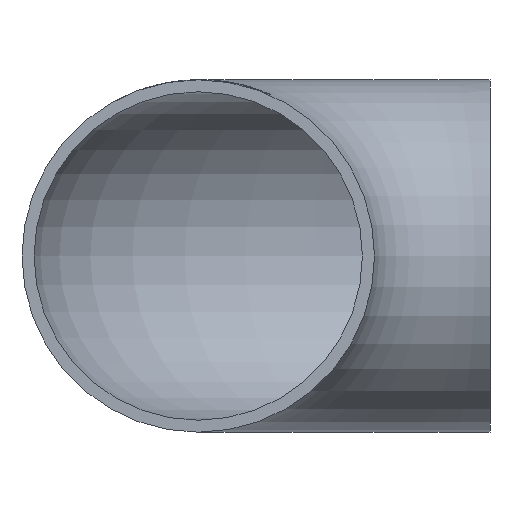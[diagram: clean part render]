
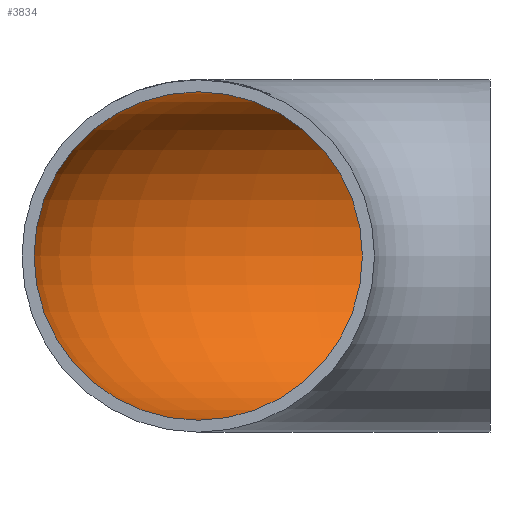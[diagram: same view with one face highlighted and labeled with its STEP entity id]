
A CAD part, front view. The second image highlights one B-rep face of the part: STEP entity #3834.
In plain terms, the highlighted toroidal (fillet/blend) face has major radius 63 mm and minor radius 35.45 mm.
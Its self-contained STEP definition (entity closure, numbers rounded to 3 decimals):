
#154 = CIRCLE ( 'NONE', #11518, 35.45 ) ;
#2098 = ORIENTED_EDGE ( 'NONE', *, *, #6940, .T. ) ;
#3161 = ORIENTED_EDGE ( 'NONE', *, *, #8024, .F. ) ;
#3640 = TOROIDAL_SURFACE ( 'NONE', #19464, 63., 35.45 ) ;
#3834 = ADVANCED_FACE ( 'NONE', ( #8182, #11626 ), #3640, .F. ) ;
#4564 = VERTEX_POINT ( 'NONE', #11591 ) ;
#4997 = AXIS2_PLACEMENT_3D ( 'NONE', #18154, #10892, #7439 ) ;
#5185 = CARTESIAN_POINT ( 'NONE',  ( 0., 63., 0. ) ) ;
#5424 = EDGE_LOOP ( 'NONE', ( #2098 ) ) ;
#5649 = EDGE_LOOP ( 'NONE', ( #3161 ) ) ;
#6940 = EDGE_CURVE ( 'NONE', #4564, #4564, #154, .T. ) ;
#7439 = DIRECTION ( 'NONE',  ( 0., 0., 1. ) ) ;
#8024 = EDGE_CURVE ( 'NONE', #18643, #18643, #17891, .T. ) ;
#8182 = FACE_OUTER_BOUND ( 'NONE', #5424, .T. ) ;
#8881 = DIRECTION ( 'NONE',  ( 1., 0., 0. ) ) ;
#9691 = CARTESIAN_POINT ( 'NONE',  ( 0., 0., 0. ) ) ;
#10892 = DIRECTION ( 'NONE',  ( 0., 1., 0. ) ) ;
#11518 = AXIS2_PLACEMENT_3D ( 'NONE', #5185, #8881, #12436 ) ;
#11591 = CARTESIAN_POINT ( 'NONE',  ( 0., 98.45, 0. ) ) ;
#11626 = FACE_OUTER_BOUND ( 'NONE', #5649, .T. ) ;
#12436 = DIRECTION ( 'NONE',  ( 0., 1., 0. ) ) ;
#16812 = DIRECTION ( 'NONE',  ( 0., 0., -1. ) ) ;
#17891 = CIRCLE ( 'NONE', #4997, 35.45 ) ;
#18154 = CARTESIAN_POINT ( 'NONE',  ( -63., 0., 0. ) ) ;
#18566 = DIRECTION ( 'NONE',  ( -1., 0., 0. ) ) ;
#18643 = VERTEX_POINT ( 'NONE', #22215 ) ;
#19464 = AXIS2_PLACEMENT_3D ( 'NONE', #9691, #16812, #18566 ) ;
#22215 = CARTESIAN_POINT ( 'NONE',  ( -63., 0., 35.45 ) ) ;
